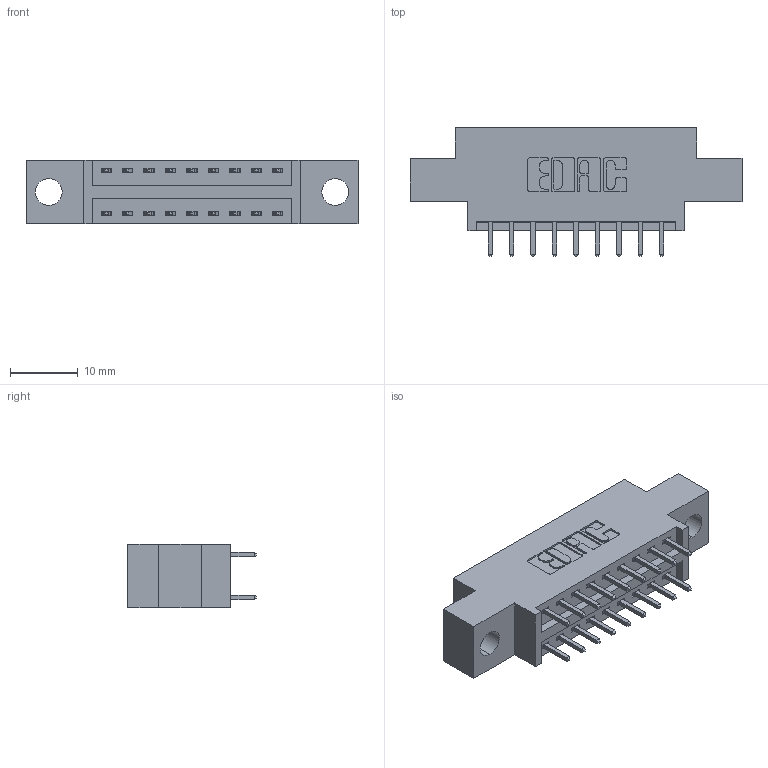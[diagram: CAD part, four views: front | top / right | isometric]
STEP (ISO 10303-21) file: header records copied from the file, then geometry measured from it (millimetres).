
FILE_DESCRIPTION (( 'STEP AP203' ), '1' );
FILE_NAME ('346-018-521-804.STEP', '2022-05-18T17:06:40', ( '' ), ( '' ), 'SwSTEP 2.0', 'SolidWorks 2020', '' );
FILE_SCHEMA (( 'CONFIG_CONTROL_DESIGN' ));
Length unit declared in the file: inch
Products named in the file (3): 345-292-001_345-293-121; 346-018-521-804; 346 Part_0.170 Offset - 0.156 Dia-TH
Assembly tree (19 placements, depth 2):
  346-018-521-804
    346 Part_0.170 Offset - 0.156 Dia-TH
    345-292-001_345-293-121  x18
Bounding box: 49.15 x 19.05 x 9.4 mm (x, y, z)
Volume: 4268.4 mm3; surface area: 5326.6 mm2
Topology: 19 solids, 19 shells, 1076 faces, 3167 edges, 2086 vertices
Faces by surface type: plane 724, cylinder 352
Entity records: 10885 total; most frequent: CARTESIAN_POINT 1846, ORIENTED_EDGE 1778, DIRECTION 1677, EDGE_CURVE 889, LINE 721, VECTOR 721, VERTEX_POINT 590, AXIS2_PLACEMENT_3D 478
